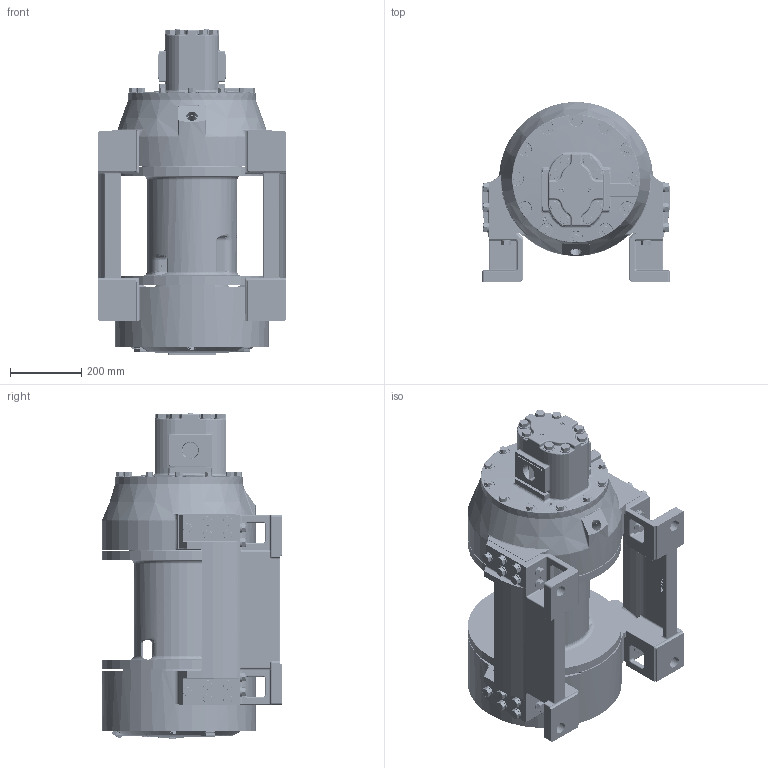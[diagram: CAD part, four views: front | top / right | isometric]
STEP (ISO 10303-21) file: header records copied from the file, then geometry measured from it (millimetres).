
FILE_DESCRIPTION((''),'2;1');
FILE_NAME('TWG-TEMP','2020-10-11T04:11:08',('Administrator'),(''),'CREO PARAMETRIC BY PTC INC, 2019292','CREO PARAMETRIC BY PTC INC, 2019292','');
FILE_SCHEMA(('AUTOMOTIVE_DESIGN { 1 0 10303 214 1 1 1 1 }'));
Length unit declared in the file: inch
Products named in the file (1): TWG-TEMP
Bounding box: 527.44 x 504.82 x 913.13 mm (x, y, z)
Volume: 523.6 mm3; surface area: 5188637.1 mm2
Topology: 1 solids, 306 shells, 5087 faces, 19000 edges, 13897 vertices
Faces by surface type: cylinder 1586, plane 1416, cone 690, torus 541, extrusion 400, bspline 384, sphere 70
Entity records: 312604 total; most frequent: CARTESIAN_POINT 130738, ORIENTED_EDGE 29198, DIRECTION 25513, EDGE_CURVE 18839, VERTEX_POINT 13896, AXIS2_PLACEMENT_3D 8998, VECTOR 7514, B_SPLINE_CURVE_WITH_KNOTS 7436
